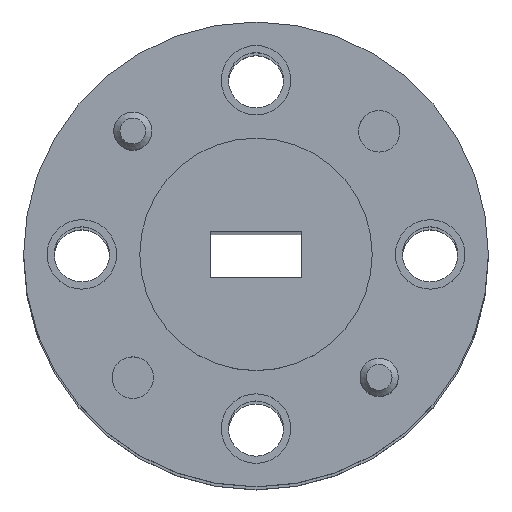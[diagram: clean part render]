
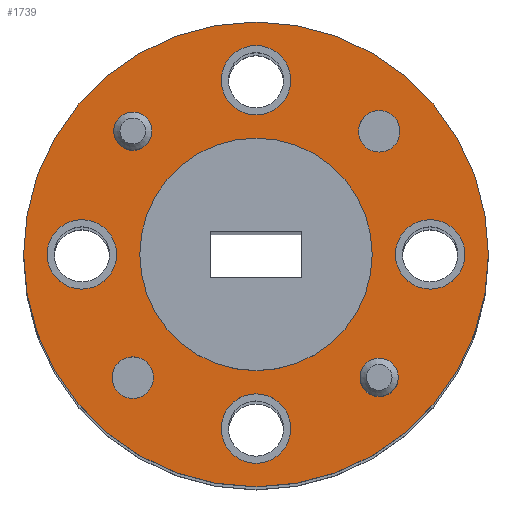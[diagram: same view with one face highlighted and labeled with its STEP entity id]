
A CAD part, top view. The second image highlights one B-rep face of the part: STEP entity #1739.
In plain terms, the highlighted planar face has unit normal (0, 0, 1).
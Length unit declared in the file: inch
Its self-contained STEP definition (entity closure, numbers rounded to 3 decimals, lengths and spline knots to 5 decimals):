
#25 = EDGE_LOOP ( 'NONE', ( #2316 ) ) ;
#58 = DIRECTION ( 'NONE',  ( 0., 0., 1. ) ) ;
#59 = AXIS2_PLACEMENT_3D ( 'NONE', #423, #1783, #2350 ) ;
#153 = DIRECTION ( 'NONE',  ( 1., 0., 0. ) ) ;
#169 = VERTEX_POINT ( 'NONE', #1766 ) ;
#171 = AXIS2_PLACEMENT_3D ( 'NONE', #585, #847, #637 ) ;
#271 = ORIENTED_EDGE ( 'NONE', *, *, #1725, .T. ) ;
#303 = CARTESIAN_POINT ( 'NONE',  ( -0.1987, -0.1987, 0. ) ) ;
#308 = EDGE_LOOP ( 'NONE', ( #271 ) ) ;
#327 = FACE_OUTER_BOUND ( 'NONE', #308, .T. ) ;
#354 = FACE_BOUND ( 'NONE', #1046, .T. ) ;
#368 = EDGE_CURVE ( 'NONE', #2409, #2409, #2085, .T. ) ;
#377 = AXIS2_PLACEMENT_3D ( 'NONE', #621, #1402, #772 ) ;
#380 = DIRECTION ( 'NONE',  ( 0., 0., 1. ) ) ;
#400 = VERTEX_POINT ( 'NONE', #1362 ) ;
#419 = AXIS2_PLACEMENT_3D ( 'NONE', #811, #380, #2162 ) ;
#423 = CARTESIAN_POINT ( 'NONE',  ( 0.281, 0., 0. ) ) ;
#427 = AXIS2_PLACEMENT_3D ( 'NONE', #2311, #2516, #764 ) ;
#430 = VERTEX_POINT ( 'NONE', #581 ) ;
#531 = FACE_BOUND ( 'NONE', #2273, .T. ) ;
#579 = EDGE_LOOP ( 'NONE', ( #2481 ) ) ;
#581 = CARTESIAN_POINT ( 'NONE',  ( 0.375, 0., 0. ) ) ;
#585 = CARTESIAN_POINT ( 'NONE',  ( -0.1987, 0.1987, 0. ) ) ;
#621 = CARTESIAN_POINT ( 'NONE',  ( 0., 0.281, 0. ) ) ;
#630 = AXIS2_PLACEMENT_3D ( 'NONE', #1207, #1516, #1316 ) ;
#637 = DIRECTION ( 'NONE',  ( 1., 0., 0. ) ) ;
#646 = DIRECTION ( 'NONE',  ( 1., 0., 0. ) ) ;
#690 = DIRECTION ( 'NONE',  ( 1., 0., 0. ) ) ;
#734 = FACE_BOUND ( 'NONE', #1709, .T. ) ;
#751 = PLANE ( 'NONE',  #427 ) ;
#759 = VERTEX_POINT ( 'NONE', #784 ) ;
#764 = DIRECTION ( 'NONE',  ( 1., 0., 0. ) ) ;
#772 = DIRECTION ( 'NONE',  ( 1., 0., 0. ) ) ;
#779 = AXIS2_PLACEMENT_3D ( 'NONE', #1902, #2102, #153 ) ;
#781 = CIRCLE ( 'NONE', #377, 0.056 ) ;
#784 = CARTESIAN_POINT ( 'NONE',  ( 0.056, 0.281, 0. ) ) ;
#811 = CARTESIAN_POINT ( 'NONE',  ( 0.1987, 0.1987, 0. ) ) ;
#833 = ORIENTED_EDGE ( 'NONE', *, *, #2368, .F. ) ;
#836 = EDGE_LOOP ( 'NONE', ( #1965 ) ) ;
#847 = DIRECTION ( 'NONE',  ( 0., 0., 1. ) ) ;
#886 = CARTESIAN_POINT ( 'NONE',  ( 0.22945, -0.1987, 0. ) ) ;
#940 = FACE_BOUND ( 'NONE', #1261, .T. ) ;
#1027 = CARTESIAN_POINT ( 'NONE',  ( -0.16795, 0.1987, 0. ) ) ;
#1038 = ORIENTED_EDGE ( 'NONE', *, *, #368, .F. ) ;
#1046 = EDGE_LOOP ( 'NONE', ( #1459 ) ) ;
#1053 = EDGE_CURVE ( 'NONE', #1692, #1692, #1882, .T. ) ;
#1063 = VERTEX_POINT ( 'NONE', #1027 ) ;
#1072 = AXIS2_PLACEMENT_3D ( 'NONE', #2388, #1985, #690 ) ;
#1080 = CARTESIAN_POINT ( 'NONE',  ( 0.1875, 0., 0. ) ) ;
#1161 = CIRCLE ( 'NONE', #2021, 0.0335 ) ;
#1202 = CIRCLE ( 'NONE', #59, 0.056 ) ;
#1207 = CARTESIAN_POINT ( 'NONE',  ( 0., 0., 0. ) ) ;
#1261 = EDGE_LOOP ( 'NONE', ( #833 ) ) ;
#1263 = ORIENTED_EDGE ( 'NONE', *, *, #2432, .F. ) ;
#1273 = CIRCLE ( 'NONE', #419, 0.0335 ) ;
#1302 = FACE_BOUND ( 'NONE', #579, .T. ) ;
#1316 = DIRECTION ( 'NONE',  ( 1., 0., 0. ) ) ;
#1346 = CARTESIAN_POINT ( 'NONE',  ( -0.225, 0., 0. ) ) ;
#1362 = CARTESIAN_POINT ( 'NONE',  ( 0.337, 0., 0. ) ) ;
#1381 = ORIENTED_EDGE ( 'NONE', *, *, #1918, .F. ) ;
#1398 = AXIS2_PLACEMENT_3D ( 'NONE', #2384, #58, #646 ) ;
#1402 = DIRECTION ( 'NONE',  ( 0., 0., 1. ) ) ;
#1441 = CIRCLE ( 'NONE', #630, 0.375 ) ;
#1459 = ORIENTED_EDGE ( 'NONE', *, *, #1556, .F. ) ;
#1508 = ORIENTED_EDGE ( 'NONE', *, *, #1624, .F. ) ;
#1516 = DIRECTION ( 'NONE',  ( 0., 0., 1. ) ) ;
#1530 = FACE_BOUND ( 'NONE', #1664, .T. ) ;
#1537 = CARTESIAN_POINT ( 'NONE',  ( 0.2322, 0.1987, 0. ) ) ;
#1556 = EDGE_CURVE ( 'NONE', #2120, #2120, #1606, .T. ) ;
#1571 = CARTESIAN_POINT ( 'NONE',  ( 0., 0., 0. ) ) ;
#1582 = DIRECTION ( 'NONE',  ( 0., 0., 1. ) ) ;
#1606 = CIRCLE ( 'NONE', #1072, 0.056 ) ;
#1624 = EDGE_CURVE ( 'NONE', #1741, #1741, #2502, .T. ) ;
#1664 = EDGE_LOOP ( 'NONE', ( #1508 ) ) ;
#1692 = VERTEX_POINT ( 'NONE', #886 ) ;
#1696 = FACE_BOUND ( 'NONE', #2491, .T. ) ;
#1709 = EDGE_LOOP ( 'NONE', ( #1038 ) ) ;
#1725 = EDGE_CURVE ( 'NONE', #430, #430, #1441, .T. ) ;
#1739 = ADVANCED_FACE ( 'NONE', ( #734, #1302, #940, #531, #1530, #354, #1696, #1900, #1909, #327 ), #751, .T. ) ;
#1741 = VERTEX_POINT ( 'NONE', #1346 ) ;
#1766 = CARTESIAN_POINT ( 'NONE',  ( -0.1652, -0.1987, 0. ) ) ;
#1780 = VERTEX_POINT ( 'NONE', #1537 ) ;
#1783 = DIRECTION ( 'NONE',  ( 0., 0., 1. ) ) ;
#1804 = CIRCLE ( 'NONE', #171, 0.03075 ) ;
#1862 = DIRECTION ( 'NONE',  ( 1., 0., 0. ) ) ;
#1882 = CIRCLE ( 'NONE', #779, 0.03075 ) ;
#1900 = FACE_BOUND ( 'NONE', #836, .T. ) ;
#1902 = CARTESIAN_POINT ( 'NONE',  ( 0.1987, -0.1987, 0. ) ) ;
#1909 = FACE_BOUND ( 'NONE', #25, .T. ) ;
#1918 = EDGE_CURVE ( 'NONE', #400, #400, #1202, .T. ) ;
#1965 = ORIENTED_EDGE ( 'NONE', *, *, #2463, .F. ) ;
#1985 = DIRECTION ( 'NONE',  ( 0., 0., 1. ) ) ;
#2021 = AXIS2_PLACEMENT_3D ( 'NONE', #303, #2028, #1862 ) ;
#2028 = DIRECTION ( 'NONE',  ( 0., 0., 1. ) ) ;
#2085 = CIRCLE ( 'NONE', #2337, 0.1875 ) ;
#2102 = DIRECTION ( 'NONE',  ( 0., 0., 1. ) ) ;
#2107 = EDGE_CURVE ( 'NONE', #169, #169, #1161, .T. ) ;
#2120 = VERTEX_POINT ( 'NONE', #2327 ) ;
#2162 = DIRECTION ( 'NONE',  ( 1., 0., 0. ) ) ;
#2273 = EDGE_LOOP ( 'NONE', ( #1381 ) ) ;
#2311 = CARTESIAN_POINT ( 'NONE',  ( 0., 0., 0. ) ) ;
#2316 = ORIENTED_EDGE ( 'NONE', *, *, #1053, .F. ) ;
#2327 = CARTESIAN_POINT ( 'NONE',  ( 0.056, -0.281, 0. ) ) ;
#2337 = AXIS2_PLACEMENT_3D ( 'NONE', #1571, #1582, #2360 ) ;
#2350 = DIRECTION ( 'NONE',  ( 1., 0., 0. ) ) ;
#2360 = DIRECTION ( 'NONE',  ( 1., 0., 0. ) ) ;
#2368 = EDGE_CURVE ( 'NONE', #1780, #1780, #1273, .T. ) ;
#2384 = CARTESIAN_POINT ( 'NONE',  ( -0.281, 0., 0. ) ) ;
#2388 = CARTESIAN_POINT ( 'NONE',  ( 0., -0.281, 0. ) ) ;
#2409 = VERTEX_POINT ( 'NONE', #1080 ) ;
#2432 = EDGE_CURVE ( 'NONE', #759, #759, #781, .T. ) ;
#2463 = EDGE_CURVE ( 'NONE', #1063, #1063, #1804, .T. ) ;
#2481 = ORIENTED_EDGE ( 'NONE', *, *, #2107, .F. ) ;
#2491 = EDGE_LOOP ( 'NONE', ( #1263 ) ) ;
#2502 = CIRCLE ( 'NONE', #1398, 0.056 ) ;
#2516 = DIRECTION ( 'NONE',  ( 0., 0., 1. ) ) ;
